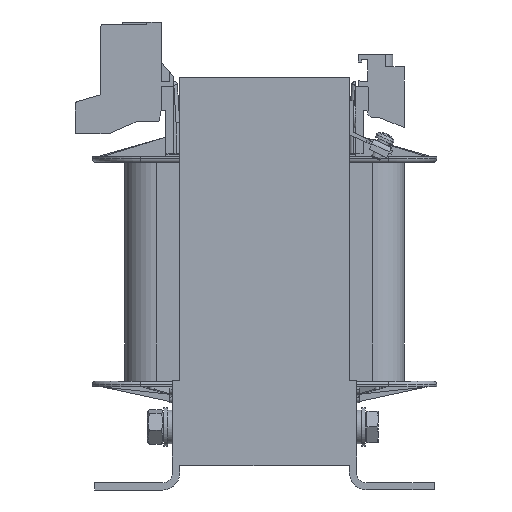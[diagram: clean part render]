
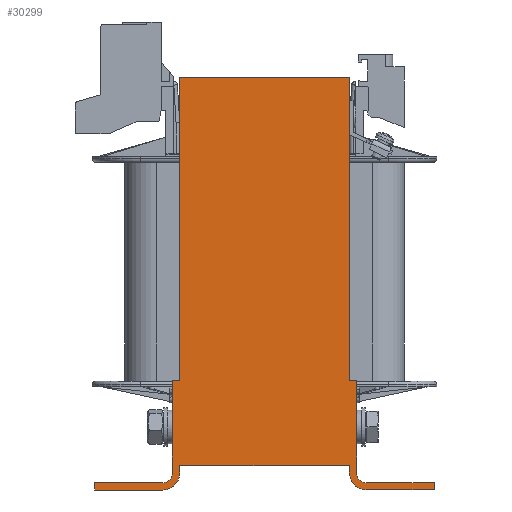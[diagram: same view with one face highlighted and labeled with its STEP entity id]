
A CAD part, left-side view. The second image highlights one B-rep face of the part: STEP entity #30299.
In plain terms, the highlighted planar face has unit normal (-1, 0, 0).
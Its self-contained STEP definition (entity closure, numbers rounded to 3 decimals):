
#1114=CIRCLE('',#31986,7.);
#1116=CIRCLE('',#31990,4.);
#1141=CIRCLE('',#32043,7.);
#1143=CIRCLE('',#32047,4.);
#2314=FACE_OUTER_BOUND('',#3938,.T.);
#3938=EDGE_LOOP('',(#21937,#21938,#21939,#21940,#21941,#21942,#21943,#21944,
#21945,#21946,#21947,#21948,#21949,#21950,#21951,#21952,#21953,#21954,#21955,
#21956));
#6165=LINE('',#46173,#9394);
#6186=LINE('',#46272,#9415);
#6211=LINE('',#46470,#9440);
#6250=LINE('',#46576,#9479);
#6257=LINE('',#46589,#9486);
#6260=LINE('',#46595,#9489);
#6261=LINE('',#46597,#9490);
#6276=LINE('',#46651,#9505);
#6318=LINE('',#46763,#9547);
#6319=LINE('',#46766,#9548);
#6322=LINE('',#46772,#9551);
#6326=LINE('',#46778,#9555);
#6337=LINE('',#46822,#9566);
#6343=LINE('',#46831,#9572);
#6344=LINE('',#46833,#9573);
#6345=LINE('',#46834,#9574);
#9394=VECTOR('',#36027,10.);
#9415=VECTOR('',#36126,10.);
#9440=VECTOR('',#36307,10.);
#9479=VECTOR('',#36412,10.);
#9486=VECTOR('',#36423,10.);
#9489=VECTOR('',#36428,10.);
#9490=VECTOR('',#36431,10.);
#9505=VECTOR('',#36484,10.);
#9547=VECTOR('',#36594,10.);
#9548=VECTOR('',#36597,10.);
#9551=VECTOR('',#36602,10.);
#9555=VECTOR('',#36608,10.);
#9566=VECTOR('',#36651,10.);
#9572=VECTOR('',#36661,10.);
#9573=VECTOR('',#36664,10.);
#9574=VECTOR('',#36665,10.);
#12561=VERTEX_POINT('',#46169);
#12563=VERTEX_POINT('',#46172);
#12596=VERTEX_POINT('',#46258);
#12602=VERTEX_POINT('',#46270);
#12656=VERTEX_POINT('',#46458);
#12657=VERTEX_POINT('',#46459);
#12660=VERTEX_POINT('',#46467);
#12662=VERTEX_POINT('',#46473);
#12695=VERTEX_POINT('',#46575);
#12699=VERTEX_POINT('',#46587);
#12701=VERTEX_POINT('',#46593);
#12718=VERTEX_POINT('',#46641);
#12719=VERTEX_POINT('',#46643);
#12721=VERTEX_POINT('',#46648);
#12723=VERTEX_POINT('',#46655);
#12757=VERTEX_POINT('',#46761);
#12758=VERTEX_POINT('',#46765);
#12760=VERTEX_POINT('',#46771);
#12777=VERTEX_POINT('',#46819);
#12778=VERTEX_POINT('',#46821);
#15798=EDGE_CURVE('',#12561,#12563,#6165,.T.);
#15847=EDGE_CURVE('',#12602,#12596,#6186,.T.);
#15928=EDGE_CURVE('',#12656,#12657,#1114,.T.);
#15933=EDGE_CURVE('',#12660,#12656,#6211,.T.);
#15935=EDGE_CURVE('',#12662,#12561,#1116,.T.);
#15986=EDGE_CURVE('',#12563,#12695,#6250,.T.);
#15993=EDGE_CURVE('',#12699,#12662,#6257,.T.);
#15996=EDGE_CURVE('',#12701,#12699,#6260,.T.);
#15997=EDGE_CURVE('',#12657,#12701,#6261,.T.);
#16020=EDGE_CURVE('',#12718,#12719,#1141,.T.);
#16024=EDGE_CURVE('',#12719,#12721,#6276,.T.);
#16026=EDGE_CURVE('',#12596,#12723,#1143,.T.);
#16080=EDGE_CURVE('',#12757,#12602,#6318,.T.);
#16081=EDGE_CURVE('',#12723,#12758,#6319,.T.);
#16084=EDGE_CURVE('',#12758,#12760,#6322,.T.);
#16088=EDGE_CURVE('',#12760,#12718,#6326,.T.);
#16109=EDGE_CURVE('',#12777,#12778,#6337,.T.);
#16115=EDGE_CURVE('',#12660,#12721,#6343,.T.);
#16116=EDGE_CURVE('',#12777,#12695,#6344,.T.);
#16117=EDGE_CURVE('',#12757,#12778,#6345,.T.);
#21937=ORIENTED_EDGE('',*,*,#16116,.T.);
#21938=ORIENTED_EDGE('',*,*,#15986,.F.);
#21939=ORIENTED_EDGE('',*,*,#15798,.F.);
#21940=ORIENTED_EDGE('',*,*,#15935,.F.);
#21941=ORIENTED_EDGE('',*,*,#15993,.F.);
#21942=ORIENTED_EDGE('',*,*,#15996,.F.);
#21943=ORIENTED_EDGE('',*,*,#15997,.F.);
#21944=ORIENTED_EDGE('',*,*,#15928,.F.);
#21945=ORIENTED_EDGE('',*,*,#15933,.F.);
#21946=ORIENTED_EDGE('',*,*,#16115,.T.);
#21947=ORIENTED_EDGE('',*,*,#16024,.F.);
#21948=ORIENTED_EDGE('',*,*,#16020,.F.);
#21949=ORIENTED_EDGE('',*,*,#16088,.F.);
#21950=ORIENTED_EDGE('',*,*,#16084,.F.);
#21951=ORIENTED_EDGE('',*,*,#16081,.F.);
#21952=ORIENTED_EDGE('',*,*,#16026,.F.);
#21953=ORIENTED_EDGE('',*,*,#15847,.F.);
#21954=ORIENTED_EDGE('',*,*,#16080,.F.);
#21955=ORIENTED_EDGE('',*,*,#16117,.T.);
#21956=ORIENTED_EDGE('',*,*,#16109,.F.);
#27700=PLANE('',#32100);
#30299=ADVANCED_FACE('',(#2314),#27700,.T.);
#31986=AXIS2_PLACEMENT_3D('',#46460,#36298,#36299);
#31990=AXIS2_PLACEMENT_3D('',#46474,#36311,#36312);
#32043=AXIS2_PLACEMENT_3D('',#46644,#36477,#36478);
#32047=AXIS2_PLACEMENT_3D('',#46656,#36489,#36490);
#32100=AXIS2_PLACEMENT_3D('',#46832,#36662,#36663);
#36027=DIRECTION('',(0.,0.,1.));
#36126=DIRECTION('',(0.,0.,-1.));
#36298=DIRECTION('center_axis',(1.,0.,0.));
#36299=DIRECTION('ref_axis',(0.,-0.707,-0.707));
#36307=DIRECTION('',(0.,0.,-1.));
#36311=DIRECTION('center_axis',(-1.,0.,0.));
#36312=DIRECTION('ref_axis',(0.,-0.707,-0.707));
#36412=DIRECTION('',(0.,-1.,0.));
#36423=DIRECTION('',(0.,-1.,0.));
#36428=DIRECTION('',(0.,0.,1.));
#36431=DIRECTION('',(0.,1.,0.));
#36477=DIRECTION('center_axis',(1.,0.,0.));
#36478=DIRECTION('ref_axis',(0.,0.707,-0.707));
#36484=DIRECTION('',(0.,0.,1.));
#36489=DIRECTION('center_axis',(-1.,0.,0.));
#36490=DIRECTION('ref_axis',(0.,0.707,-0.707));
#36594=DIRECTION('',(0.,-1.,0.));
#36597=DIRECTION('',(0.,-1.,0.));
#36602=DIRECTION('',(0.,0.,-1.));
#36608=DIRECTION('',(0.,1.,0.));
#36651=DIRECTION('',(0.,-1.,0.));
#36661=DIRECTION('',(0.,-1.,0.));
#36662=DIRECTION('center_axis',(-1.,0.,0.));
#36663=DIRECTION('ref_axis',(0.,0.,1.));
#36664=DIRECTION('',(0.,0.,-1.));
#36665=DIRECTION('',(0.,0.,1.));
#46169=CARTESIAN_POINT('',(-96.,38.,-83.));
#46172=CARTESIAN_POINT('',(-96.,38.,-45.));
#46173=CARTESIAN_POINT('',(-96.,38.,-87.));
#46258=CARTESIAN_POINT('',(-96.,-38.,-83.));
#46270=CARTESIAN_POINT('',(-96.,-38.,-45.));
#46272=CARTESIAN_POINT('',(-96.,-38.,-87.));
#46458=CARTESIAN_POINT('',(-96.,35.,-83.));
#46459=CARTESIAN_POINT('',(-96.,42.,-90.));
#46460=CARTESIAN_POINT('Origin',(-96.,42.,-83.));
#46467=CARTESIAN_POINT('',(-96.,35.,-80.));
#46470=CARTESIAN_POINT('',(-96.,35.,-45.));
#46473=CARTESIAN_POINT('',(-96.,42.,-87.));
#46474=CARTESIAN_POINT('Origin',(-96.,42.,-83.));
#46575=CARTESIAN_POINT('',(-96.,35.,-45.));
#46576=CARTESIAN_POINT('',(-96.,38.,-45.));
#46587=CARTESIAN_POINT('',(-96.,70.,-87.));
#46589=CARTESIAN_POINT('',(-96.,70.,-87.));
#46593=CARTESIAN_POINT('',(-96.,70.,-90.));
#46595=CARTESIAN_POINT('',(-96.,70.,-90.));
#46597=CARTESIAN_POINT('',(-96.,35.,-90.));
#46641=CARTESIAN_POINT('',(-96.,-42.,-90.));
#46643=CARTESIAN_POINT('',(-96.,-35.,-83.));
#46644=CARTESIAN_POINT('Origin',(-96.,-42.,-83.));
#46648=CARTESIAN_POINT('',(-96.,-35.,-80.));
#46651=CARTESIAN_POINT('',(-96.,-35.,-45.));
#46655=CARTESIAN_POINT('',(-96.,-42.,-87.));
#46656=CARTESIAN_POINT('Origin',(-96.,-42.,-83.));
#46761=CARTESIAN_POINT('',(-96.,-35.,-45.));
#46763=CARTESIAN_POINT('',(-96.,-38.,-45.));
#46765=CARTESIAN_POINT('',(-96.,-70.,-87.));
#46766=CARTESIAN_POINT('',(-96.,-70.,-87.));
#46771=CARTESIAN_POINT('',(-96.,-70.,-90.));
#46772=CARTESIAN_POINT('',(-96.,-70.,-90.));
#46778=CARTESIAN_POINT('',(-96.,-35.,-90.));
#46819=CARTESIAN_POINT('',(-96.,35.,80.));
#46821=CARTESIAN_POINT('',(-96.,-35.,80.));
#46822=CARTESIAN_POINT('',(-96.,0.,80.));
#46831=CARTESIAN_POINT('',(-96.,0.,-80.));
#46832=CARTESIAN_POINT('Origin',(-96.,0.,80.));
#46833=CARTESIAN_POINT('',(-96.,35.,80.));
#46834=CARTESIAN_POINT('',(-96.,-35.,80.));
